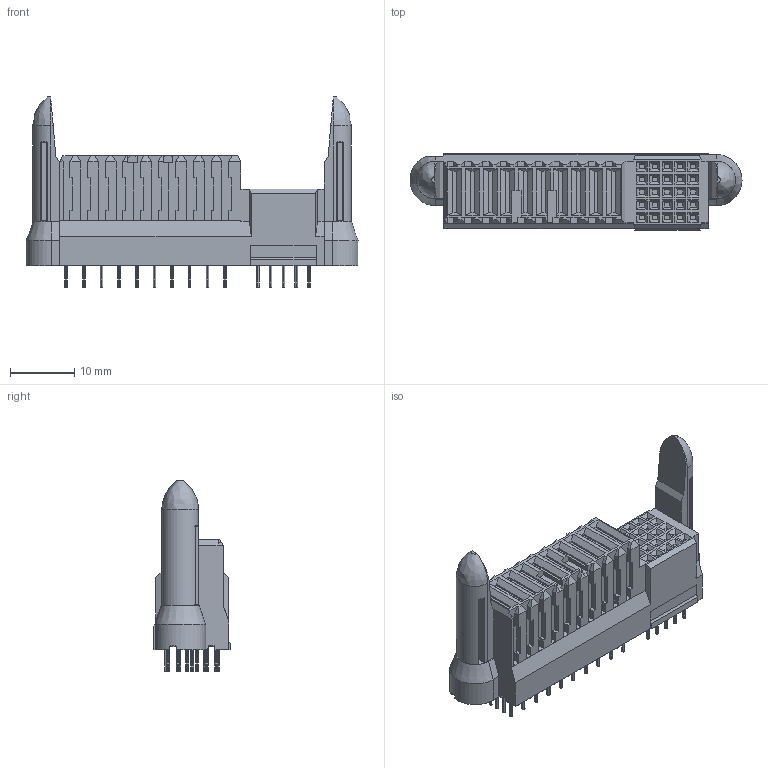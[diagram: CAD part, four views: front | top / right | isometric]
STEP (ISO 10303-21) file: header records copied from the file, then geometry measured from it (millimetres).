
FILE_DESCRIPTION((''),'2;1');
FILE_NAME('C-1892787-6','2018-01-31T',('workeradm'),('TE Connectivity Ltd.'),'CREO PARAMETRIC BY PTC INC, 2016050','CREO PARAMETRIC BY PTC INC, 2016050','');
FILE_SCHEMA(('AUTOMOTIVE_DESIGN { 1 0 10303 214 1 1 1 1 }'));
Length unit declared in the file: millimetre
Products named in the file (1): C-1892787-6
Bounding box: 51.74 x 11.86 x 29.63 mm (x, y, z)
Volume: 7325.7 mm3; surface area: 4352.9 mm2
Topology: 1 solids, 1 shells, 1465 faces, 3929 edges, 2542 vertices
Faces by surface type: plane 1073, cylinder 378, sphere 8, cone 4, bspline 2
Entity records: 59167 total; most frequent: CARTESIAN_POINT 10146, ORIENTED_EDGE 7858, DIRECTION 7496, PRESENTATION_STYLE_ASSIGNMENT 3930, STYLED_ITEM 3930, CURVE_STYLE 3929, EDGE_CURVE 3929, VECTOR 3062
